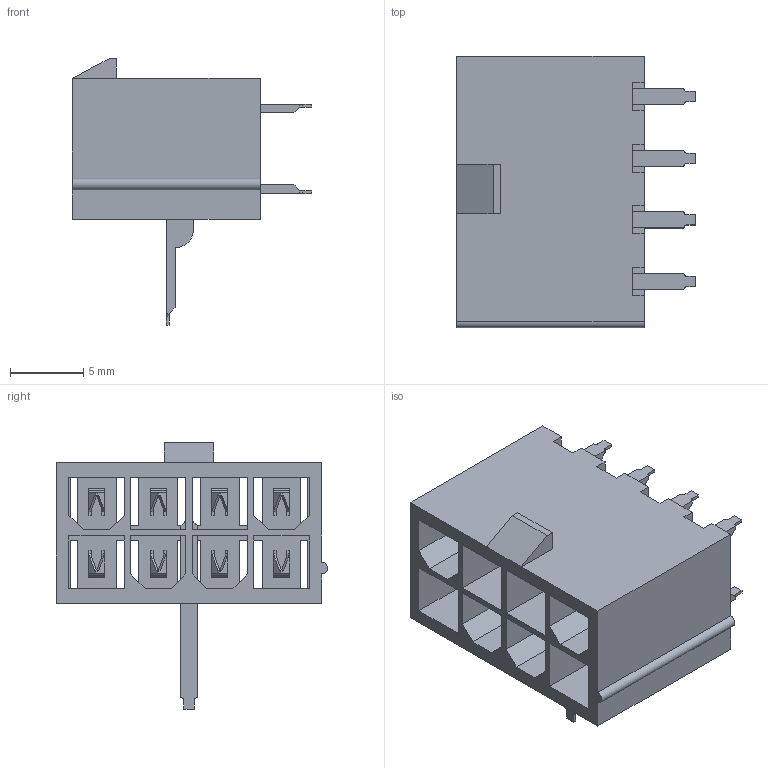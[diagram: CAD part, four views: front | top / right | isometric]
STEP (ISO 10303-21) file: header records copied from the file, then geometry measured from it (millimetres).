
FILE_DESCRIPTION( ( 'Unknown' ), '1' );
FILE_NAME( '64900821122.stp', 'Unknown', ( 'Unknown' ), ( 'Unknown' ), 'XStep 1.0', 'Unknown', ' ' );
FILE_SCHEMA( ( 'CONFIG_CONTROL_DESIGN' ) );
Length unit declared in the file: millimetre
Products named in the file (3): Assem1; Gehäuse; Stecker
Bounding box: 16.3 x 18.5 x 18.18 mm (x, y, z)
Volume: 2204.1 mm3; surface area: 5747.3 mm2
Topology: 11 solids, 11 shells, 803 faces, 2344 edges, 1515 vertices
Faces by surface type: plane 729, cylinder 74
Entity records: 8975 total; most frequent: ORIENTED_EDGE 1602, CARTESIAN_POINT 1592, DIRECTION 1355, EDGE_CURVE 801, LINE 783, VECTOR 783, VERTEX_POINT 523, AXIS2_PLACEMENT_3D 286
